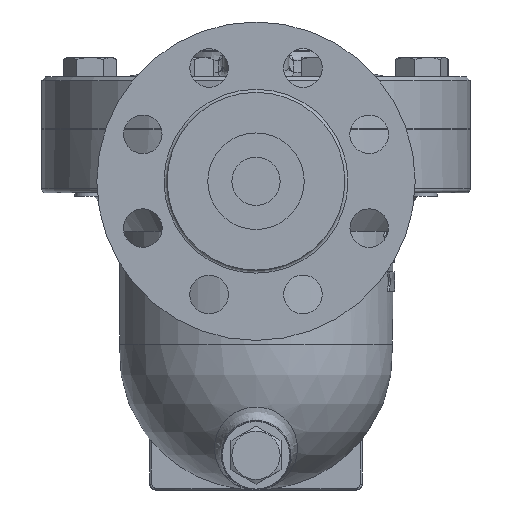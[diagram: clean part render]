
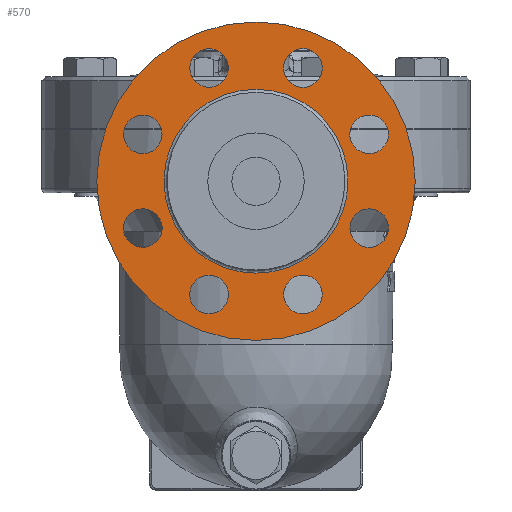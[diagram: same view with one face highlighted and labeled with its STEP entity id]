
A CAD part, left-side view. The second image highlights one B-rep face of the part: STEP entity #570.
In plain terms, the highlighted free-form (B-spline) face has degree [1, 1] with [2, 2] control points.
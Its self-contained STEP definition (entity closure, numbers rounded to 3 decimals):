
#339=CARTESIAN_POINT('',(-181.6,0.0,55.5));
#340=VERTEX_POINT('',#339);
#341=CARTESIAN_POINT('',(-181.6,0.0,-27.));
#342=DIRECTION('',(-1.0,0.0,0.0));
#343=DIRECTION('',(0.0,0.0,1.0));
#344=AXIS2_PLACEMENT_3D('',#341,#342,#343);
#345=CIRCLE('',#344,82.5);
#346=EDGE_CURVE('',#340,#340,#345,.T.);
#407=CARTESIAN_POINT('',(-181.6,0.0,20.65));
#408=VERTEX_POINT('',#407);
#409=CARTESIAN_POINT('',(-181.6,0.0,-27.));
#410=DIRECTION('',(-1.0,0.0,0.0));
#411=DIRECTION('',(0.0,0.0,-1.0));
#412=AXIS2_PLACEMENT_3D('',#409,#410,#411);
#413=CIRCLE('',#412,47.65);
#414=EDGE_CURVE('',#408,#408,#413,.T.);
#471=CARTESIAN_POINT('',(-181.6,82.5,55.5));
#472=CARTESIAN_POINT('',(-181.6,82.5,-109.5));
#473=CARTESIAN_POINT('',(-181.6,-82.5,55.5));
#474=CARTESIAN_POINT('',(-181.6,-82.5,-109.5));
#475=B_SPLINE_SURFACE_WITH_KNOTS('',1,1,((#471,#473),(#472,#474)),.UNSPECIFIED.,.F.,.F.,.U.,(2,2),(2,2),(0.0,165.),(0.0,165.),.UNSPECIFIED.);
#476=ORIENTED_EDGE('',*,*,#346,.T.);
#477=EDGE_LOOP('',(#476));
#478=FACE_OUTER_BOUND('',#477,.T.);
#479=CARTESIAN_POINT('',(-181.6,-24.3,21.666));
#480=VERTEX_POINT('',#479);
#481=CARTESIAN_POINT('',(-181.6,-24.3,31.666));
#482=DIRECTION('',(1.0,0.0,0.0));
#483=DIRECTION('',(0.0,0.0,-1.0));
#484=AXIS2_PLACEMENT_3D('',#481,#482,#483);
#485=CIRCLE('',#484,10.0);
#486=EDGE_CURVE('',#480,#480,#485,.T.);
#487=ORIENTED_EDGE('',*,*,#486,.T.);
#488=EDGE_LOOP('',(#487));
#489=FACE_BOUND('',#488,.T.);
#490=CARTESIAN_POINT('',(-181.6,17.229,24.595));
#491=VERTEX_POINT('',#490);
#492=CARTESIAN_POINT('',(-181.6,24.3,31.666));
#493=DIRECTION('',(1.0,0.,0.));
#494=DIRECTION('',(0.,-0.707,-0.707));
#495=AXIS2_PLACEMENT_3D('',#492,#493,#494);
#496=CIRCLE('',#495,10.0);
#497=EDGE_CURVE('',#491,#491,#496,.T.);
#498=ORIENTED_EDGE('',*,*,#497,.T.);
#499=EDGE_LOOP('',(#498));
#500=FACE_BOUND('',#499,.T.);
#501=CARTESIAN_POINT('',(-181.6,48.666,-2.7));
#502=VERTEX_POINT('',#501);
#503=CARTESIAN_POINT('',(-181.6,58.666,-2.7));
#504=DIRECTION('',(1.0,0.0,0.0));
#505=DIRECTION('',(0.0,-1.0,0.0));
#506=AXIS2_PLACEMENT_3D('',#503,#504,#505);
#507=CIRCLE('',#506,10.0);
#508=EDGE_CURVE('',#502,#502,#507,.T.);
#509=ORIENTED_EDGE('',*,*,#508,.T.);
#510=EDGE_LOOP('',(#509));
#511=FACE_BOUND('',#510,.T.);
#512=CARTESIAN_POINT('',(-181.6,51.595,-44.229));
#513=VERTEX_POINT('',#512);
#514=CARTESIAN_POINT('',(-181.6,58.666,-51.3));
#515=DIRECTION('',(1.0,0.,0.));
#516=DIRECTION('',(0.,-0.707,0.707));
#517=AXIS2_PLACEMENT_3D('',#514,#515,#516);
#518=CIRCLE('',#517,10.0);
#519=EDGE_CURVE('',#513,#513,#518,.T.);
#520=ORIENTED_EDGE('',*,*,#519,.T.);
#521=EDGE_LOOP('',(#520));
#522=FACE_BOUND('',#521,.T.);
#523=CARTESIAN_POINT('',(-181.6,24.3,-75.666));
#524=VERTEX_POINT('',#523);
#525=CARTESIAN_POINT('',(-181.6,24.3,-85.666));
#526=DIRECTION('',(1.0,0.0,0.0));
#527=DIRECTION('',(0.0,0.0,1.0));
#528=AXIS2_PLACEMENT_3D('',#525,#526,#527);
#529=CIRCLE('',#528,10.0);
#530=EDGE_CURVE('',#524,#524,#529,.T.);
#531=ORIENTED_EDGE('',*,*,#530,.T.);
#532=EDGE_LOOP('',(#531));
#533=FACE_BOUND('',#532,.T.);
#534=CARTESIAN_POINT('',(-181.6,-17.229,-78.595));
#535=VERTEX_POINT('',#534);
#536=CARTESIAN_POINT('',(-181.6,-24.3,-85.666));
#537=DIRECTION('',(1.0,0.,0.));
#538=DIRECTION('',(0.,0.707,0.707));
#539=AXIS2_PLACEMENT_3D('',#536,#537,#538);
#540=CIRCLE('',#539,10.0);
#541=EDGE_CURVE('',#535,#535,#540,.T.);
#542=ORIENTED_EDGE('',*,*,#541,.T.);
#543=EDGE_LOOP('',(#542));
#544=FACE_BOUND('',#543,.T.);
#545=CARTESIAN_POINT('',(-181.6,-48.666,-51.3));
#546=VERTEX_POINT('',#545);
#547=CARTESIAN_POINT('',(-181.6,-58.666,-51.3));
#548=DIRECTION('',(1.0,0.0,0.0));
#549=DIRECTION('',(0.0,1.0,0.0));
#550=AXIS2_PLACEMENT_3D('',#547,#548,#549);
#551=CIRCLE('',#550,10.0);
#552=EDGE_CURVE('',#546,#546,#551,.T.);
#553=ORIENTED_EDGE('',*,*,#552,.T.);
#554=EDGE_LOOP('',(#553));
#555=FACE_BOUND('',#554,.T.);
#556=CARTESIAN_POINT('',(-181.6,-51.595,-9.771));
#557=VERTEX_POINT('',#556);
#558=CARTESIAN_POINT('',(-181.6,-58.666,-2.7));
#559=DIRECTION('',(1.0,0.,0.));
#560=DIRECTION('',(0.,0.707,-0.707));
#561=AXIS2_PLACEMENT_3D('',#558,#559,#560);
#562=CIRCLE('',#561,10.0);
#563=EDGE_CURVE('',#557,#557,#562,.T.);
#564=ORIENTED_EDGE('',*,*,#563,.T.);
#565=EDGE_LOOP('',(#564));
#566=FACE_BOUND('',#565,.T.);
#567=ORIENTED_EDGE('',*,*,#414,.F.);
#568=EDGE_LOOP('',(#567));
#569=FACE_BOUND('',#568,.T.);
#570=ADVANCED_FACE('',(#478,#489,#500,#511,#522,#533,#544,#555,#566,#569),#475,.T.);
